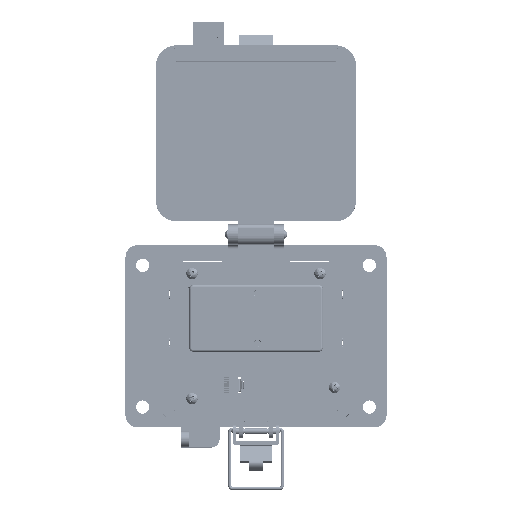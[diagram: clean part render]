
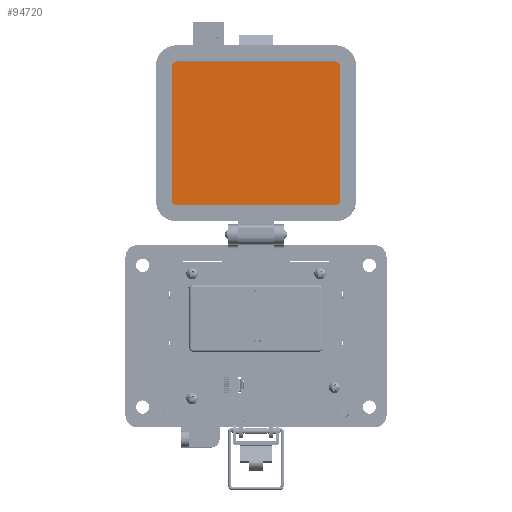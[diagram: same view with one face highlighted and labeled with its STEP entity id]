
A CAD part, top view. The second image highlights one B-rep face of the part: STEP entity #94720.
In plain terms, the highlighted planar face has unit normal (0, 0, 1).
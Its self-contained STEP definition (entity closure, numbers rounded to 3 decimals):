
#10067 = VECTOR ( 'NONE', #141103, 1000. ) ;
#10568 = CARTESIAN_POINT ( 'NONE',  ( -3.279, 128.688, 19.202 ) ) ;
#10753 = DIRECTION ( 'NONE',  ( 0., -1., 0. ) ) ;
#11988 = VERTEX_POINT ( 'NONE', #103337 ) ;
#12112 = CARTESIAN_POINT ( 'NONE',  ( 39.871, 130.108, 19.202 ) ) ;
#13280 = ORIENTED_EDGE ( 'NONE', *, *, #67187, .F. ) ;
#14349 = CARTESIAN_POINT ( 'NONE',  ( -44.769, 60.004, 19.202 ) ) ;
#21331 = CARTESIAN_POINT ( 'NONE',  ( 35.912, 126.389, 19.202 ) ) ;
#27617 = CIRCLE ( 'NONE', #103449, 2.299 ) ;
#34436 = VERTEX_POINT ( 'NONE', #164502 ) ;
#35732 = ORIENTED_EDGE ( 'NONE', *, *, #167542, .F. ) ;
#35841 = CARTESIAN_POINT ( 'NONE',  ( -3.279, 57.705, 19.202 ) ) ;
#37000 = DIRECTION ( 'NONE',  ( -1., 0., 0. ) ) ;
#39987 = EDGE_LOOP ( 'NONE', ( #165452, #55670, #163133, #13280, #182138, #35732, #79877, #232590 ) ) ;
#47653 = PLANE ( 'NONE',  #92429 ) ;
#55064 = CIRCLE ( 'NONE', #150003, 2.299 ) ;
#55670 = ORIENTED_EDGE ( 'NONE', *, *, #193430, .F. ) ;
#56658 = CIRCLE ( 'NONE', #189378, 2.299 ) ;
#57023 = CARTESIAN_POINT ( 'NONE',  ( -42.469, 128.688, 19.202 ) ) ;
#67187 = EDGE_CURVE ( 'NONE', #194003, #147088, #120973, .T. ) ;
#67838 = DIRECTION ( 'NONE',  ( 0., 0., 1. ) ) ;
#71766 = CARTESIAN_POINT ( 'NONE',  ( -42.469, 126.389, 19.202 ) ) ;
#72921 = DIRECTION ( 'NONE',  ( 0., 0., -1. ) ) ;
#73572 = DIRECTION ( 'NONE',  ( 1., 0., 0. ) ) ;
#73796 = DIRECTION ( 'NONE',  ( 1., 0., 0. ) ) ;
#77887 = CARTESIAN_POINT ( 'NONE',  ( -44.769, 93.196, 19.202 ) ) ;
#79877 = ORIENTED_EDGE ( 'NONE', *, *, #153357, .F. ) ;
#87764 = EDGE_CURVE ( 'NONE', #34436, #194003, #27617, .T. ) ;
#87946 = CARTESIAN_POINT ( 'NONE',  ( 38.212, 126.389, 19.202 ) ) ;
#92429 = AXIS2_PLACEMENT_3D ( 'NONE', #12112, #67838, #192528 ) ;
#94720 = ADVANCED_FACE ( 'NONE', ( #210368 ), #47653, .T. ) ;
#96770 = VERTEX_POINT ( 'NONE', #174066 ) ;
#103337 = CARTESIAN_POINT ( 'NONE',  ( 35.912, 57.705, 19.202 ) ) ;
#103449 = AXIS2_PLACEMENT_3D ( 'NONE', #71766, #72921, #144190 ) ;
#110597 = LINE ( 'NONE', #35841, #224073 ) ;
#112755 = VERTEX_POINT ( 'NONE', #192642 ) ;
#115777 = DIRECTION ( 'NONE',  ( 0., -1., 0. ) ) ;
#118796 = DIRECTION ( 'NONE',  ( 0., 0., -1. ) ) ;
#120973 = LINE ( 'NONE', #10568, #10067 ) ;
#121166 = CARTESIAN_POINT ( 'NONE',  ( 35.912, 60.004, 19.202 ) ) ;
#127361 = CIRCLE ( 'NONE', #184231, 2.299 ) ;
#127875 = DIRECTION ( 'NONE',  ( 0., 1., 0. ) ) ;
#128451 = DIRECTION ( 'NONE',  ( 0., 0., -1. ) ) ;
#132004 = EDGE_CURVE ( 'NONE', #11988, #112755, #110597, .T. ) ;
#141103 = DIRECTION ( 'NONE',  ( 1., 0., 0. ) ) ;
#143610 = CARTESIAN_POINT ( 'NONE',  ( 35.912, 128.688, 19.202 ) ) ;
#143912 = CARTESIAN_POINT ( 'NONE',  ( -42.469, 60.004, 19.202 ) ) ;
#144190 = DIRECTION ( 'NONE',  ( 0., -1., 0. ) ) ;
#147088 = VERTEX_POINT ( 'NONE', #143610 ) ;
#150003 = AXIS2_PLACEMENT_3D ( 'NONE', #143912, #128451, #73796 ) ;
#151766 = VERTEX_POINT ( 'NONE', #87946 ) ;
#153357 = EDGE_CURVE ( 'NONE', #112755, #183442, #55064, .T. ) ;
#157996 = EDGE_CURVE ( 'NONE', #96770, #11988, #127361, .T. ) ;
#163133 = ORIENTED_EDGE ( 'NONE', *, *, #226045, .F. ) ;
#164502 = CARTESIAN_POINT ( 'NONE',  ( -44.769, 126.389, 19.202 ) ) ;
#165452 = ORIENTED_EDGE ( 'NONE', *, *, #157996, .F. ) ;
#165796 = LINE ( 'NONE', #77887, #227244 ) ;
#167542 = EDGE_CURVE ( 'NONE', #183442, #34436, #165796, .T. ) ;
#174066 = CARTESIAN_POINT ( 'NONE',  ( 38.212, 60.004, 19.202 ) ) ;
#182138 = ORIENTED_EDGE ( 'NONE', *, *, #87764, .F. ) ;
#183442 = VERTEX_POINT ( 'NONE', #14349 ) ;
#184231 = AXIS2_PLACEMENT_3D ( 'NONE', #121166, #118796, #10753 ) ;
#189268 = VECTOR ( 'NONE', #115777, 1000. ) ;
#189378 = AXIS2_PLACEMENT_3D ( 'NONE', #21331, #217305, #73572 ) ;
#192528 = DIRECTION ( 'NONE',  ( -1., 0., 0. ) ) ;
#192642 = CARTESIAN_POINT ( 'NONE',  ( -42.469, 57.705, 19.202 ) ) ;
#193430 = EDGE_CURVE ( 'NONE', #151766, #96770, #210680, .T. ) ;
#194003 = VERTEX_POINT ( 'NONE', #57023 ) ;
#210368 = FACE_OUTER_BOUND ( 'NONE', #39987, .T. ) ;
#210680 = LINE ( 'NONE', #226135, #189268 ) ;
#217305 = DIRECTION ( 'NONE',  ( 0., 0., -1. ) ) ;
#224073 = VECTOR ( 'NONE', #37000, 1000. ) ;
#226045 = EDGE_CURVE ( 'NONE', #147088, #151766, #56658, .T. ) ;
#226135 = CARTESIAN_POINT ( 'NONE',  ( 38.212, 93.196, 19.202 ) ) ;
#227244 = VECTOR ( 'NONE', #127875, 1000. ) ;
#232590 = ORIENTED_EDGE ( 'NONE', *, *, #132004, .F. ) ;
